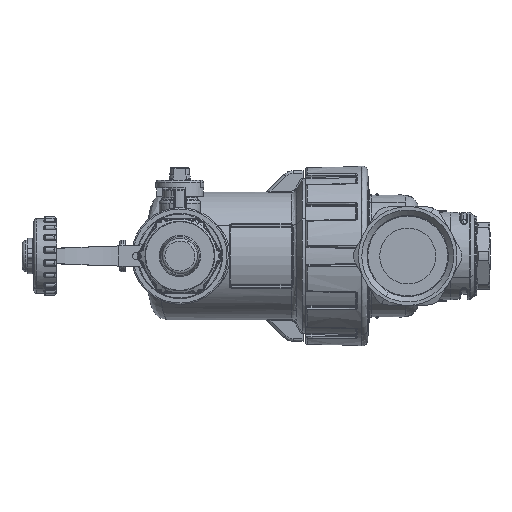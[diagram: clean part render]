
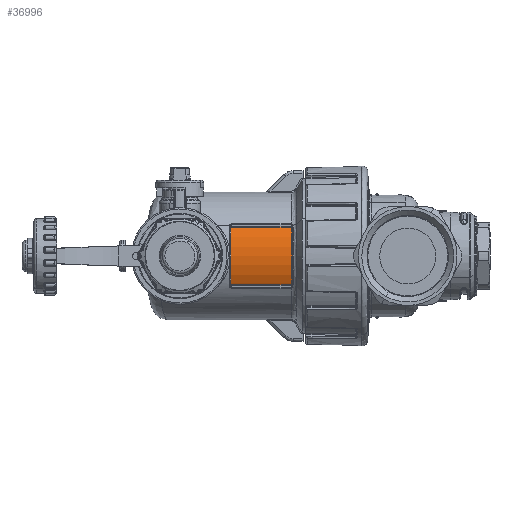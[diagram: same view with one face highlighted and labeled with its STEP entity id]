
A CAD part, left-side view. The second image highlights one B-rep face of the part: STEP entity #36996.
In plain terms, the highlighted cylindrical face has radius 23.5 mm (diameter 47 mm), a partial arc.
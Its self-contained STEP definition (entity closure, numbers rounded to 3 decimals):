
#35039=CARTESIAN_POINT('Axis2P3D Location',(0.,66.5,0.)) ;
#35043=CARTESIAN_POINT('Vertex',(-21.137,66.5,-10.271)) ;
#35045=CARTESIAN_POINT('Vertex',(-21.137,66.5,10.271)) ;
#36813=CARTESIAN_POINT('Control Point',(-20.871,66.25,-10.801)) ;
#36814=CARTESIAN_POINT('Control Point',(-20.871,66.358,-10.801)) ;
#36815=CARTESIAN_POINT('Control Point',(-20.94,66.455,-10.667)) ;
#36816=CARTESIAN_POINT('Control Point',(-21.003,66.475,-10.543)) ;
#36817=CARTESIAN_POINT('Control Point',(-21.07,66.5,-10.407)) ;
#36818=CARTESIAN_POINT('Control Point',(-21.137,66.5,-10.271)) ;
#36819=CARTESIAN_POINT('Vertex',(-20.871,66.25,-10.801)) ;
#36892=CARTESIAN_POINT('Control Point',(-21.137,66.5,10.271)) ;
#36893=CARTESIAN_POINT('Control Point',(-21.125,66.5,10.295)) ;
#36894=CARTESIAN_POINT('Control Point',(-21.113,66.499,10.319)) ;
#36895=CARTESIAN_POINT('Control Point',(-21.101,66.498,10.343)) ;
#36896=CARTESIAN_POINT('Control Point',(-21.078,66.495,10.391)) ;
#36897=CARTESIAN_POINT('Control Point',(-21.055,66.488,10.437)) ;
#36898=CARTESIAN_POINT('Control Point',(-21.044,66.485,10.46)) ;
#36899=CARTESIAN_POINT('Control Point',(-21.022,66.476,10.504)) ;
#36900=CARTESIAN_POINT('Control Point',(-21.,66.465,10.547)) ;
#36901=CARTESIAN_POINT('Control Point',(-20.99,66.459,10.568)) ;
#36902=CARTESIAN_POINT('Control Point',(-20.97,66.446,10.607)) ;
#36903=CARTESIAN_POINT('Control Point',(-20.951,66.43,10.644)) ;
#36904=CARTESIAN_POINT('Control Point',(-20.943,66.422,10.661)) ;
#36905=CARTESIAN_POINT('Control Point',(-20.93,66.409,10.685)) ;
#36906=CARTESIAN_POINT('Control Point',(-20.919,66.394,10.707)) ;
#36907=CARTESIAN_POINT('Control Point',(-20.915,66.389,10.714)) ;
#36908=CARTESIAN_POINT('Control Point',(-20.909,66.379,10.727)) ;
#36909=CARTESIAN_POINT('Control Point',(-20.902,66.369,10.74)) ;
#36910=CARTESIAN_POINT('Control Point',(-20.899,66.363,10.745)) ;
#36911=CARTESIAN_POINT('Control Point',(-20.893,66.351,10.758)) ;
#36912=CARTESIAN_POINT('Control Point',(-20.888,66.338,10.769)) ;
#36913=CARTESIAN_POINT('Control Point',(-20.885,66.331,10.774)) ;
#36914=CARTESIAN_POINT('Control Point',(-20.88,66.317,10.783)) ;
#36915=CARTESIAN_POINT('Control Point',(-20.876,66.301,10.791)) ;
#36916=CARTESIAN_POINT('Control Point',(-20.875,66.294,10.794)) ;
#36917=CARTESIAN_POINT('Control Point',(-20.873,66.283,10.797)) ;
#36918=CARTESIAN_POINT('Control Point',(-20.872,66.271,10.8)) ;
#36919=CARTESIAN_POINT('Control Point',(-20.871,66.267,10.8)) ;
#36920=CARTESIAN_POINT('Control Point',(-20.871,66.262,10.801)) ;
#36921=CARTESIAN_POINT('Control Point',(-20.871,66.256,10.801)) ;
#36922=CARTESIAN_POINT('Control Point',(-20.871,66.254,10.801)) ;
#36923=CARTESIAN_POINT('Control Point',(-20.871,66.252,10.801)) ;
#36924=CARTESIAN_POINT('Control Point',(-20.871,66.25,10.801)) ;
#36925=CARTESIAN_POINT('Vertex',(-20.871,66.25,10.801)) ;
#36942=CARTESIAN_POINT('Axis2P3D Location',(0.,55.,0.)) ;
#36947=CARTESIAN_POINT('Line Origine',(-20.871,55.,-10.801)) ;
#36951=CARTESIAN_POINT('Vertex',(-20.871,43.75,-10.801)) ;
#36955=CARTESIAN_POINT('Control Point',(-21.137,43.5,-10.271)) ;
#36956=CARTESIAN_POINT('Control Point',(-21.07,43.5,-10.407)) ;
#36957=CARTESIAN_POINT('Control Point',(-21.003,43.525,-10.543)) ;
#36958=CARTESIAN_POINT('Control Point',(-20.94,43.545,-10.667)) ;
#36959=CARTESIAN_POINT('Control Point',(-20.871,43.642,-10.801)) ;
#36960=CARTESIAN_POINT('Control Point',(-20.871,43.75,-10.801)) ;
#36961=CARTESIAN_POINT('Vertex',(-21.137,43.5,-10.271)) ;
#36964=CARTESIAN_POINT('Axis2P3D Location',(0.,43.5,0.)) ;
#36968=CARTESIAN_POINT('Vertex',(-21.137,43.5,10.271)) ;
#36972=CARTESIAN_POINT('Control Point',(-20.871,43.75,10.801)) ;
#36973=CARTESIAN_POINT('Control Point',(-20.871,43.642,10.801)) ;
#36974=CARTESIAN_POINT('Control Point',(-20.94,43.545,10.667)) ;
#36975=CARTESIAN_POINT('Control Point',(-21.003,43.525,10.543)) ;
#36976=CARTESIAN_POINT('Control Point',(-21.07,43.5,10.407)) ;
#36977=CARTESIAN_POINT('Control Point',(-21.137,43.5,10.271)) ;
#36978=CARTESIAN_POINT('Vertex',(-20.871,43.75,10.801)) ;
#36981=CARTESIAN_POINT('Line Origine',(-20.871,55.,10.801)) ;
#36949=VECTOR('Line Direction',#36948,1.) ;
#36983=VECTOR('Line Direction',#36982,1.) ;
#35040=DIRECTION('Axis2P3D Direction',(0.,1.,0.)) ;
#36943=DIRECTION('Axis2P3D Direction',(0.,1.,0.)) ;
#36944=DIRECTION('Axis2P3D XDirection',(-0.887,0.,-0.462)) ;
#36948=DIRECTION('Vector Direction',(0.,1.,0.)) ;
#36965=DIRECTION('Axis2P3D Direction',(0.,1.,0.)) ;
#36982=DIRECTION('Vector Direction',(0.,1.,0.)) ;
#35041=AXIS2_PLACEMENT_3D('Circle Axis2P3D',#35039,#35040,$) ;
#36945=AXIS2_PLACEMENT_3D('Cylinder Axis2P3D',#36942,#36943,#36944) ;
#36966=AXIS2_PLACEMENT_3D('Circle Axis2P3D',#36964,#36965,$) ;
#36950=LINE('Line',#36947,#36949) ;
#36984=LINE('Line',#36981,#36983) ;
#35042=CIRCLE('generated circle',#35041,23.5) ;
#36967=CIRCLE('generated circle',#36966,23.5) ;
#36946=CYLINDRICAL_SURFACE('generated cylinder',#36945,23.5) ;
#35047=EDGE_CURVE('',#35044,#35046,#35042,.T.) ;
#36821=EDGE_CURVE('',#36820,#35044,#36812,.T.) ;
#36927=EDGE_CURVE('',#35046,#36926,#36891,.T.) ;
#36953=EDGE_CURVE('',#36952,#36820,#36950,.T.) ;
#36963=EDGE_CURVE('',#36962,#36952,#36954,.T.) ;
#36970=EDGE_CURVE('',#36969,#36962,#36967,.F.) ;
#36980=EDGE_CURVE('',#36979,#36969,#36971,.T.) ;
#36985=EDGE_CURVE('',#36926,#36979,#36984,.F.) ;
#36987=ORIENTED_EDGE('',*,*,#36821,.F.) ;
#36988=ORIENTED_EDGE('',*,*,#36953,.F.) ;
#36989=ORIENTED_EDGE('',*,*,#36963,.F.) ;
#36990=ORIENTED_EDGE('',*,*,#36970,.F.) ;
#36991=ORIENTED_EDGE('',*,*,#36980,.F.) ;
#36992=ORIENTED_EDGE('',*,*,#36985,.F.) ;
#36993=ORIENTED_EDGE('',*,*,#36927,.F.) ;
#36994=ORIENTED_EDGE('',*,*,#35047,.F.) ;
#36986=EDGE_LOOP('',(#36987,#36988,#36989,#36990,#36991,#36992,#36993,#36994)) ;
#35044=VERTEX_POINT('',#35043) ;
#35046=VERTEX_POINT('',#35045) ;
#36820=VERTEX_POINT('',#36819) ;
#36926=VERTEX_POINT('',#36925) ;
#36952=VERTEX_POINT('',#36951) ;
#36962=VERTEX_POINT('',#36961) ;
#36969=VERTEX_POINT('',#36968) ;
#36979=VERTEX_POINT('',#36978) ;
#36996=ADVANCED_FACE('PartBody',(#36995),#36946,.T.) ;
#36812=B_SPLINE_CURVE_WITH_KNOTS('',5,(#36813,#36814,#36815,#36816,#36817,#36818),.UNSPECIFIED.,.F.,.U.,(6,6),(1.929,3.134),.UNSPECIFIED.) ;
#36891=B_SPLINE_CURVE_WITH_KNOTS('',5,(#36892,#36893,#36894,#36895,#36896,#36897,#36898,#36899,#36900,#36901,#36902,#36903,#36904,#36905,#36906,#36907,#36908,#36909,#36910,#36911,#36912,#36913,#36914,#36915,#36916,#36917,#36918,#36919,#36920,#36921,#36922,#36923,#36924),.UNSPECIFIED.,.F.,.U.,(6,3,3,3,3,3,3,3,3,3,6),(1.76,1.973,2.181,2.378,2.557,2.638,2.718,2.813,2.901,2.943,2.965),.UNSPECIFIED.) ;
#36954=B_SPLINE_CURVE_WITH_KNOTS('',5,(#36955,#36956,#36957,#36958,#36959,#36960),.UNSPECIFIED.,.F.,.U.,(6,6),(1.76,2.965),.UNSPECIFIED.) ;
#36971=B_SPLINE_CURVE_WITH_KNOTS('',5,(#36972,#36973,#36974,#36975,#36976,#36977),.UNSPECIFIED.,.F.,.U.,(6,6),(1.929,3.134),.UNSPECIFIED.) ;
#36995=FACE_OUTER_BOUND('',#36986,.T.) ;
